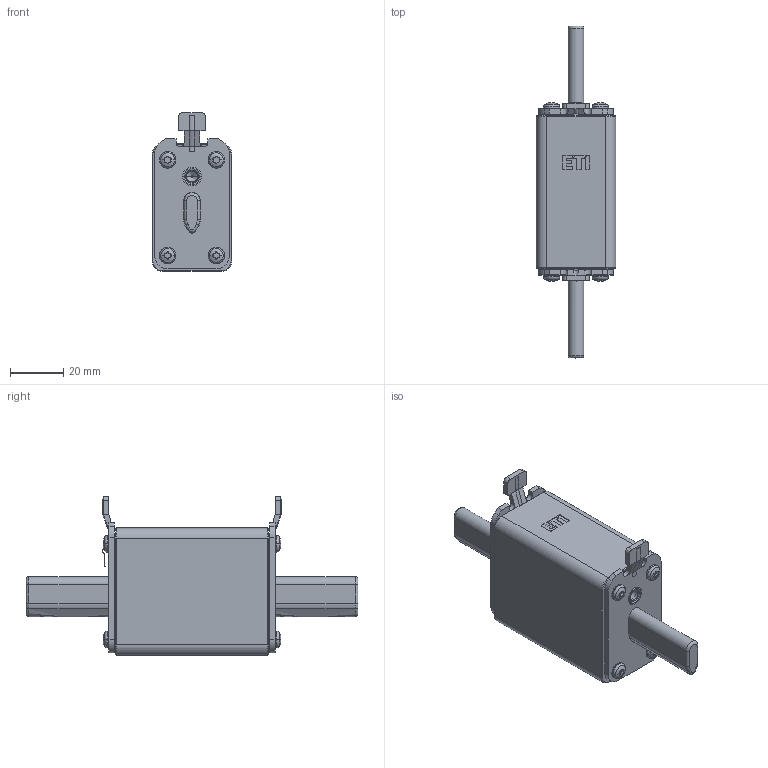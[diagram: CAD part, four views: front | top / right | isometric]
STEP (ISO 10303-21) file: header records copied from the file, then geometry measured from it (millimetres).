
FILE_DESCRIPTION((''),'2;1');
FILE_NAME('004112136_NH0_ASM','2025-03-11T13:53:23',('klemen.sitar'),('Audax d.o.o.'),'CREO PARAMETRIC BY PTC INC, 2021304','CREO PARAMETRIC BY PTC INC, 2021304','');
FILE_SCHEMA(('AP242_MANAGED_MODEL_BASED_3D_ENGINEERING_MIM_LF { 1 0 10303 442 1 1 4 }'));
Length unit declared in the file: millimetre
Products named in the file (13): OSNOVA_575_18; MEDLEGA_6; POKROV_NH0_12; 0000045994_1; 0000011586_1; 0000011580_1; 0000002605_1; 0000002790_5; PRT0009_1; PRT0010_1; PRT0011_1; PRT0012_1; 004112136_NH0_ASM
Assembly tree (18 placements, depth 2):
  004112136_NH0_ASM
    OSNOVA_575_18
    MEDLEGA_6  x2
    POKROV_NH0_12  x2
    0000045994_1  x2
    0000011586_1
    0000011580_1
    0000002605_1  x4
    0000002790_5
    PRT0009_1
    PRT0010_1
    PRT0011_1
    PRT0012_1
Bounding box: 30 x 124.9 x 59.8 mm (x, y, z)
Volume: 67727.7 mm3; surface area: 32828.7 mm2
Topology: 18 solids, 26 shells, 1080 faces, 2843 edges, 1790 vertices
Faces by surface type: plane 498, cylinder 465, torus 58, bspline 21, cone 16, sphere 16, extrusion 6
Entity records: 29969 total; most frequent: CARTESIAN_POINT 6277, ORIENTED_EDGE 3622, DIRECTION 3595, EDGE_CURVE 1821, PRESENTATION_STYLE_ASSIGNMENT 1740, STYLED_ITEM 1740, CURVE_STYLE 1662, AXIS2_PLACEMENT_3D 1356
